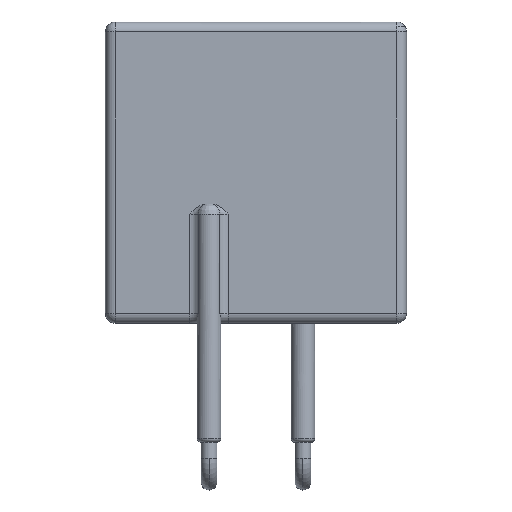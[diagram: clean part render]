
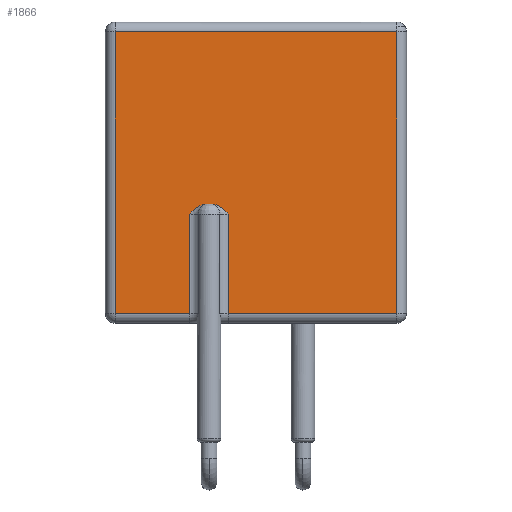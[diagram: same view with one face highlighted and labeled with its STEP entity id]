
A CAD part, top view. The second image highlights one B-rep face of the part: STEP entity #1866.
In plain terms, the highlighted planar face has unit normal (0, 0, 1).
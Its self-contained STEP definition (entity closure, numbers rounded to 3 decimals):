
#920=CARTESIAN_POINT('',(-7.09,8.5,3.1));
#921=VERTEX_POINT('',#920);
#955=CARTESIAN_POINT('',(-7.09,22.68,3.1));
#956=VERTEX_POINT('',#955);
#1015=CARTESIAN_POINT('',(7.09,22.68,3.1));
#1016=VERTEX_POINT('',#1015);
#1084=CARTESIAN_POINT('',(7.09,8.5,3.1));
#1085=VERTEX_POINT('',#1084);
#1355=CARTESIAN_POINT('',(7.09,22.68,3.1));
#1356=DIRECTION('',(0.0,-1.0,0.0));
#1357=VECTOR('',#1356,14.18);
#1358=LINE('',#1355,#1357);
#1359=EDGE_CURVE('',#1016,#1085,#1358,.T.);
#1369=CARTESIAN_POINT('',(-1.387,8.5,3.1));
#1370=VERTEX_POINT('',#1369);
#1387=CARTESIAN_POINT('',(7.09,8.5,3.1));
#1388=DIRECTION('',(-1.0,0.0,0.0));
#1389=VECTOR('',#1388,8.477);
#1390=LINE('',#1387,#1389);
#1391=EDGE_CURVE('',#1085,#1370,#1390,.T.);
#1453=CARTESIAN_POINT('',(-7.09,22.68,3.1));
#1454=DIRECTION('',(1.0,0.0,0.0));
#1455=VECTOR('',#1454,14.18);
#1456=LINE('',#1453,#1455);
#1457=EDGE_CURVE('',#956,#1016,#1456,.T.);
#1599=CARTESIAN_POINT('',(-7.09,8.5,3.1));
#1600=DIRECTION('',(0.0,1.0,0.0));
#1601=VECTOR('',#1600,14.18);
#1602=LINE('',#1599,#1601);
#1603=EDGE_CURVE('',#921,#956,#1602,.T.);
#1652=CARTESIAN_POINT('',(-3.346,8.5,3.1));
#1653=VERTEX_POINT('',#1652);
#1661=CARTESIAN_POINT('',(-3.346,8.5,3.1));
#1662=DIRECTION('',(-1.0,0.0,0.0));
#1663=VECTOR('',#1662,3.744);
#1664=LINE('',#1661,#1663);
#1665=EDGE_CURVE('',#1653,#921,#1664,.T.);
#1750=CARTESIAN_POINT('',(-1.387,13.5,3.1));
#1751=VERTEX_POINT('',#1750);
#1752=CARTESIAN_POINT('',(-1.387,8.5,3.1));
#1753=DIRECTION('',(0.0,1.0,0.0));
#1754=VECTOR('',#1753,5.0);
#1755=LINE('',#1752,#1754);
#1756=EDGE_CURVE('',#1370,#1751,#1755,.T.);
#1769=CARTESIAN_POINT('',(0.,15.59,3.1));
#1770=DIRECTION('',(0.0,0.0,-1.0));
#1771=DIRECTION('',(0.0,1.0,0.0));
#1772=AXIS2_PLACEMENT_3D('',#1769,#1770,#1771);
#1773=PLANE('',#1772);
#1774=ORIENTED_EDGE('',*,*,#1391,.F.);
#1775=ORIENTED_EDGE('',*,*,#1359,.F.);
#1776=ORIENTED_EDGE('',*,*,#1457,.F.);
#1777=ORIENTED_EDGE('',*,*,#1603,.F.);
#1778=ORIENTED_EDGE('',*,*,#1665,.F.);
#1779=CARTESIAN_POINT('',(-3.346,13.5,3.1));
#1780=VERTEX_POINT('',#1779);
#1781=CARTESIAN_POINT('',(-3.346,13.5,3.1));
#1782=DIRECTION('',(0.0,-1.0,0.0));
#1783=VECTOR('',#1782,5.0);
#1784=LINE('',#1781,#1783);
#1785=EDGE_CURVE('',#1780,#1653,#1784,.T.);
#1786=ORIENTED_EDGE('',*,*,#1785,.F.);
#1787=CARTESIAN_POINT('',(-2.48,14.,3.1));
#1788=VERTEX_POINT('',#1787);
#1789=CARTESIAN_POINT('',(-3.346,13.5,3.1));
#1790=CARTESIAN_POINT('',(-3.277,13.569,3.1));
#1791=CARTESIAN_POINT('',(-3.201,13.646,3.1));
#1792=CARTESIAN_POINT('',(-3.039,13.786,3.1));
#1793=CARTESIAN_POINT('',(-2.952,13.848,3.1));
#1794=CARTESIAN_POINT('',(-2.81,13.925,3.1));
#1795=CARTESIAN_POINT('',(-2.746,13.953,3.1));
#1796=CARTESIAN_POINT('',(-2.613,13.99,3.1));
#1797=CARTESIAN_POINT('',(-2.544,14.,3.1));
#1798=CARTESIAN_POINT('',(-2.444,14.,3.1));
#1799=CARTESIAN_POINT('',(-2.405,13.997,3.1));
#1800=CARTESIAN_POINT('',(-2.327,13.983,3.1));
#1801=CARTESIAN_POINT('',(-2.289,13.972,3.1));
#1802=CARTESIAN_POINT('',(-2.226,13.946,3.1));
#1803=CARTESIAN_POINT('',(-2.193,13.93,3.1));
#1804=CARTESIAN_POINT('',(-2.133,13.892,3.1));
#1805=CARTESIAN_POINT('',(-2.105,13.87,3.1));
#1806=CARTESIAN_POINT('',(-2.059,13.826,3.1));
#1807=CARTESIAN_POINT('',(-2.037,13.8,3.1));
#1808=CARTESIAN_POINT('',(-1.999,13.744,3.1));
#1809=CARTESIAN_POINT('',(-1.982,13.715,3.1));
#1810=CARTESIAN_POINT('',(-1.958,13.658,3.1));
#1811=CARTESIAN_POINT('',(-1.948,13.627,3.1));
#1812=CARTESIAN_POINT('',(-1.935,13.563,3.1));
#1813=CARTESIAN_POINT('',(-1.932,13.53,3.1));
#1814=CARTESIAN_POINT('',(-1.932,13.47,3.1));
#1815=CARTESIAN_POINT('',(-1.935,13.437,3.1));
#1816=CARTESIAN_POINT('',(-1.948,13.373,3.1));
#1817=CARTESIAN_POINT('',(-1.958,13.342,3.1));
#1818=CARTESIAN_POINT('',(-1.982,13.285,3.1));
#1819=CARTESIAN_POINT('',(-1.999,13.256,3.1));
#1820=CARTESIAN_POINT('',(-2.037,13.2,3.1));
#1821=CARTESIAN_POINT('',(-2.059,13.174,3.1));
#1822=CARTESIAN_POINT('',(-2.105,13.13,3.1));
#1823=CARTESIAN_POINT('',(-2.133,13.108,3.1));
#1824=CARTESIAN_POINT('',(-2.193,13.07,3.1));
#1825=CARTESIAN_POINT('',(-2.226,13.054,3.1));
#1826=CARTESIAN_POINT('',(-2.289,13.028,3.1));
#1827=CARTESIAN_POINT('',(-2.327,13.017,3.1));
#1828=CARTESIAN_POINT('',(-2.405,13.003,3.1));
#1829=CARTESIAN_POINT('',(-2.444,13.,3.1));
#1830=CARTESIAN_POINT('',(-2.544,13.,3.1));
#1831=CARTESIAN_POINT('',(-2.613,13.01,3.1));
#1832=CARTESIAN_POINT('',(-2.746,13.047,3.1));
#1833=CARTESIAN_POINT('',(-2.81,13.075,3.1));
#1834=CARTESIAN_POINT('',(-2.952,13.152,3.1));
#1835=CARTESIAN_POINT('',(-3.039,13.214,3.1));
#1836=CARTESIAN_POINT('',(-3.201,13.354,3.1));
#1837=CARTESIAN_POINT('',(-3.277,13.431,3.1));
#1838=CARTESIAN_POINT('',(-3.346,13.5,3.1));
#1839=B_SPLINE_CURVE_WITH_KNOTS('',3,(#1789,#1790,#1791,#1792,#1793,#1794,#1795,#1796,#1797,#1798,#1799,#1800,#1801,#1802,#1803,#1804,#1805,#1806,#1807,#1808,#1809,#1810,#1811,#1812,#1813,#1814,#1815,#1816,#1817,#1818,#1819,#1820,#1821,#1822,#1823,#1824,#1825,#1826,#1827,#1828,#1829,#1830,#1831,#1832,#1833,#1834,#1835,#1836,#1837,#1838),.UNSPECIFIED.,.T.,.U.,(4,2,2,2,2,2,2,2,2,2,2,2,2,2,2,2,2,2,2,2,2,2,2,2,4),(0.0,0.294,0.588,0.779,0.97,1.078,1.186,1.284,1.383,1.476,1.569,1.659,1.749,1.839,1.929,2.022,2.115,2.213,2.311,2.42,2.528,2.719,2.91,3.204,3.498),.UNSPECIFIED.);
#1840=EDGE_CURVE('',#1788,#1780,#1839,.F.);
#1841=ORIENTED_EDGE('',*,*,#1840,.F.);
#1842=CARTESIAN_POINT('',(-2.253,14.,3.1));
#1843=VERTEX_POINT('',#1842);
#1844=CARTESIAN_POINT('',(-2.48,14.,3.1));
#1845=DIRECTION('',(1.0,0.0,0.0));
#1846=VECTOR('',#1845,0.228);
#1847=LINE('',#1844,#1846);
#1848=EDGE_CURVE('',#1788,#1843,#1847,.T.);
#1849=ORIENTED_EDGE('',*,*,#1848,.T.);
#1850=CARTESIAN_POINT('',(-2.253,14.,3.1));
#1851=CARTESIAN_POINT('',(-2.189,14.,3.1));
#1852=CARTESIAN_POINT('',(-2.12,13.99,3.1));
#1853=CARTESIAN_POINT('',(-1.987,13.953,3.1));
#1854=CARTESIAN_POINT('',(-1.923,13.925,3.1));
#1855=CARTESIAN_POINT('',(-1.781,13.848,3.1));
#1856=CARTESIAN_POINT('',(-1.694,13.786,3.1));
#1857=CARTESIAN_POINT('',(-1.532,13.646,3.1));
#1858=CARTESIAN_POINT('',(-1.456,13.569,3.1));
#1859=CARTESIAN_POINT('',(-1.387,13.5,3.1));
#1860=B_SPLINE_CURVE_WITH_KNOTS('',3,(#1850,#1851,#1852,#1853,#1854,#1855,#1856,#1857,#1858,#1859),.UNSPECIFIED.,.F.,.U.,(4,2,2,2,4),(2.528,2.719,2.91,3.204,3.498),.UNSPECIFIED.);
#1861=EDGE_CURVE('',#1751,#1843,#1860,.F.);
#1862=ORIENTED_EDGE('',*,*,#1861,.F.);
#1863=ORIENTED_EDGE('',*,*,#1756,.F.);
#1864=EDGE_LOOP('',(#1774,#1775,#1776,#1777,#1778,#1786,#1841,#1849,#1862,#1863));
#1865=FACE_OUTER_BOUND('',#1864,.T.);
#1866=ADVANCED_FACE('',(#1865),#1773,.F.);
